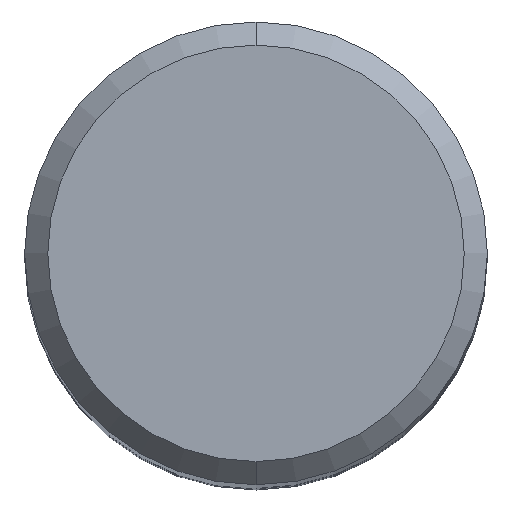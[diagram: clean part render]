
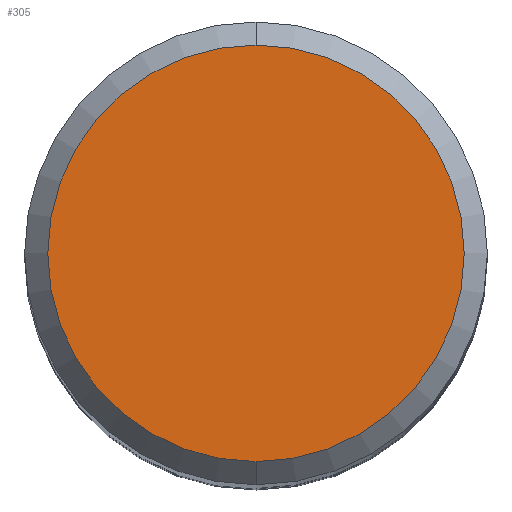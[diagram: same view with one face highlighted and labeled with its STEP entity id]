
A CAD part, top view. The second image highlights one B-rep face of the part: STEP entity #305.
In plain terms, the highlighted planar face has unit normal (0, 0, 1).
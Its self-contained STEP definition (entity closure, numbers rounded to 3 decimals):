
#155=EDGE_CURVE('',#261,#241,#360,.T.);
#201=EDGE_CURVE('',#241,#261,#414,.T.);
#241=VERTEX_POINT('',#458);
#261=VERTEX_POINT('',#482);
#305=ADVANCED_FACE('',(#533),#534,.T.);
#360=CIRCLE('',#592,7.2);
#414=CIRCLE('',#658,7.2);
#458=CARTESIAN_POINT('',(0.,-7.2,0.0));
#482=CARTESIAN_POINT('',(0.0,7.2,0.0));
#533=FACE_OUTER_BOUND('',#806,.T.);
#534=PLANE('',#807);
#592=AXIS2_PLACEMENT_3D('',#844,#845,#846);
#658=AXIS2_PLACEMENT_3D('',#916,#917,#918);
#806=EDGE_LOOP('',(#1079,#1080));
#807=AXIS2_PLACEMENT_3D('',#1081,#1082,#1083);
#844=CARTESIAN_POINT('',(0.0,0.0,0.0));
#845=DIRECTION('',(0.0,0.0,-1.0));
#846=DIRECTION('',(0.0,1.0,0.0));
#916=CARTESIAN_POINT('',(0.0,0.0,0.0));
#917=DIRECTION('',(0.0,0.0,-1.0));
#918=DIRECTION('',(0.0,1.0,0.0));
#1079=ORIENTED_EDGE('',*,*,#155,.F.);
#1080=ORIENTED_EDGE('',*,*,#201,.F.);
#1081=CARTESIAN_POINT('',(0.0,3.6,0.0));
#1082=DIRECTION('',(-0.0,0.0,1.0));
#1083=DIRECTION('',(0.0,-1.0,0.0));
